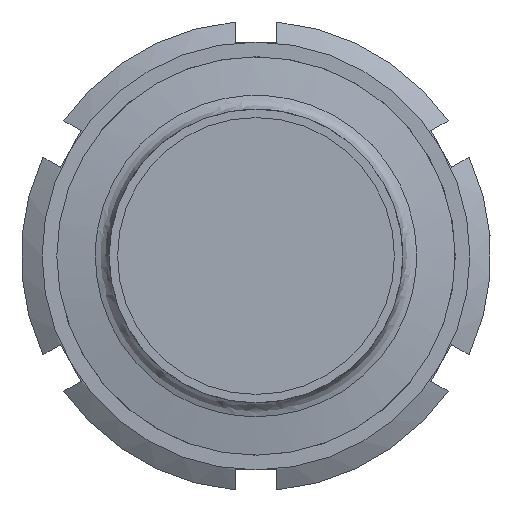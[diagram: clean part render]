
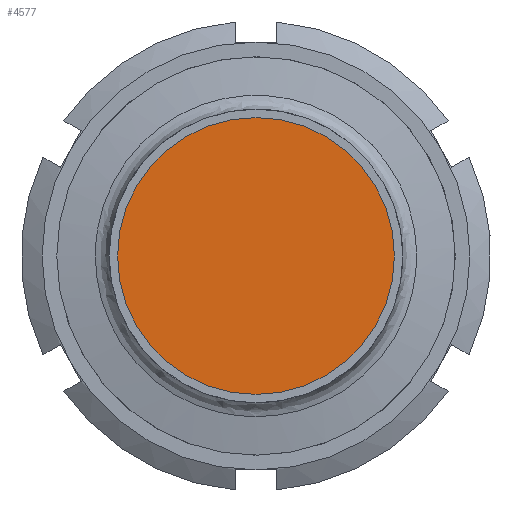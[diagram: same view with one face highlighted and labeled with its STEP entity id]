
A CAD part, left-side view. The second image highlights one B-rep face of the part: STEP entity #4577.
In plain terms, the highlighted planar face has unit normal (-1, 0, 0).
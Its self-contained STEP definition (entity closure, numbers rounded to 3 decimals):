
#925=CARTESIAN_POINT('',(-4.5,33.,0.));
#926=VERTEX_POINT('',#925);
#933=CARTESIAN_POINT('',(-4.5,-33.,-0.));
#934=VERTEX_POINT('',#933);
#935=CARTESIAN_POINT('',(-4.5,-0.,0.));
#936=DIRECTION('',(-1.,-0.,0.));
#937=DIRECTION('',(0.,-1.,0.));
#938=AXIS2_PLACEMENT_3D('',#935,#936,#937);
#939=CIRCLE('',#938,33.);
#940=EDGE_CURVE('',#934,#926,#939,.T.);
#942=CARTESIAN_POINT('',(-4.5,-0.,0.));
#943=DIRECTION('',(-1.,-0.,0.));
#944=DIRECTION('',(0.,-1.,0.));
#945=AXIS2_PLACEMENT_3D('',#942,#943,#944);
#946=CIRCLE('',#945,33.);
#947=EDGE_CURVE('',#926,#934,#946,.T.);
#4568=CARTESIAN_POINT('',(-4.5,20.,0.));
#4569=DIRECTION('',(-1.,-0.,0.));
#4570=DIRECTION('',(0.,0.,-1.));
#4571=AXIS2_PLACEMENT_3D('',#4568,#4569,#4570);
#4572=PLANE('',#4571);
#4573=ORIENTED_EDGE('',*,*,#940,.T.);
#4574=ORIENTED_EDGE('',*,*,#947,.T.);
#4575=EDGE_LOOP('',(#4573,#4574));
#4576=FACE_BOUND('',#4575,.T.);
#4577=ADVANCED_FACE('',(#4576),#4572,.T.);
